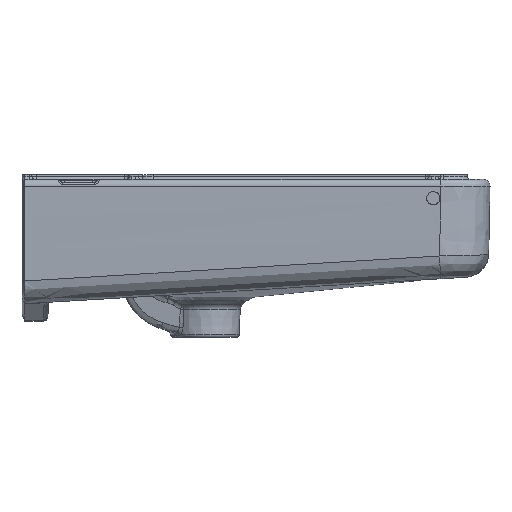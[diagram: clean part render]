
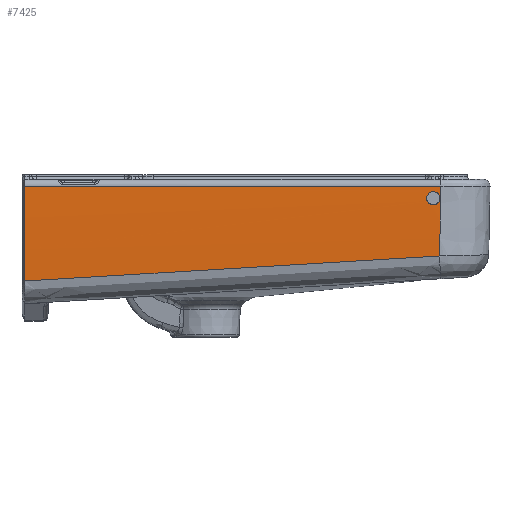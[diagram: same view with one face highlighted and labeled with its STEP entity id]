
A CAD part, front view. The second image highlights one B-rep face of the part: STEP entity #7425.
In plain terms, the highlighted cylindrical face has radius 3000 mm (diameter 6000 mm), a partial arc.
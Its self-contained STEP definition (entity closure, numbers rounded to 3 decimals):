
#3338=CARTESIAN_POINT('',(443.002,-259.999,-7.064));
#3339=VERTEX_POINT('',#3338);
#3421=CARTESIAN_POINT('',(3.,-259.999,-7.064));
#3422=VERTEX_POINT('',#3421);
#3430=CARTESIAN_POINT('',(443.002,-259.999,-7.064));
#3431=DIRECTION('',(-1.0,0.0,0.0));
#3432=VECTOR('',#3431,440.002);
#3433=LINE('',#3430,#3432);
#3434=EDGE_CURVE('',#3422,#3339,#3433,.F.);
#7300=CARTESIAN_POINT('',(441.438,-258.409,-81.036));
#7301=VERTEX_POINT('',#7300);
#7302=CARTESIAN_POINT('',(-2504.968,2739.97,20.448));
#7303=DIRECTION('',(-0.713,-0.701,0.));
#7304=DIRECTION('',(0.701,-0.713,0.));
#7305=AXIS2_PLACEMENT_3D('',#7302,#7303,#7304);
#7306=ELLIPSE('',#7305,4206.165,3000.048);
#7307=EDGE_CURVE('',#3339,#7301,#7306,.F.);
#7335=CARTESIAN_POINT('',(3.,-257.395,-107.522));
#7336=VERTEX_POINT('',#7335);
#7343=CARTESIAN_POINT('',(3.,2739.874,20.445));
#7344=DIRECTION('',(1.0,0.,0.));
#7345=DIRECTION('',(0.,1.0,0.));
#7346=AXIS2_PLACEMENT_3D('',#7343,#7344,#7345);
#7347=CIRCLE('',#7346,3000.0);
#7348=EDGE_CURVE('',#7336,#3422,#7347,.F.);
#7355=CARTESIAN_POINT('',(260.0,2739.874,20.445));
#7356=DIRECTION('',(-1.0,0.0,0.0));
#7357=DIRECTION('',(0.0,-0.999,-0.05));
#7358=AXIS2_PLACEMENT_3D('',#7355,#7356,#7357);
#7359=CYLINDRICAL_SURFACE('',#7358,3000.);
#7360=ORIENTED_EDGE('',*,*,#3434,.F.);
#7361=ORIENTED_EDGE('',*,*,#7348,.F.);
#7362=CARTESIAN_POINT('',(3.,-257.395,-107.522));
#7363=CARTESIAN_POINT('',(149.146,-257.772,-98.693));
#7364=CARTESIAN_POINT('',(295.292,-258.11,-89.864));
#7365=CARTESIAN_POINT('',(441.438,-258.409,-81.036));
#7366=B_SPLINE_CURVE_WITH_KNOTS('',3,(#7362,#7363,#7364,#7365),.UNSPECIFIED.,.F.,.U.,(4,4),(146.412,767.58),.UNSPECIFIED.);
#7367=EDGE_CURVE('',#7301,#7336,#7366,.F.);
#7368=ORIENTED_EDGE('',*,*,#7367,.F.);
#7369=ORIENTED_EDGE('',*,*,#7307,.F.);
#7370=EDGE_LOOP('',(#7360,#7361,#7368,#7369));
#7371=FACE_OUTER_BOUND('',#7370,.T.);
#7372=CARTESIAN_POINT('',(428.857,-259.896,-16.642));
#7373=VERTEX_POINT('',#7372);
#7374=CARTESIAN_POINT('',(441.143,-259.806,-23.354));
#7375=VERTEX_POINT('',#7374);
#7376=CARTESIAN_POINT('',(428.857,-259.896,-16.642));
#7377=CARTESIAN_POINT('',(429.183,-259.904,-16.045));
#7378=CARTESIAN_POINT('',(429.596,-259.91,-15.503));
#7379=CARTESIAN_POINT('',(430.672,-259.923,-14.427));
#7380=CARTESIAN_POINT('',(431.459,-259.929,-13.889));
#7381=CARTESIAN_POINT('',(433.184,-259.937,-13.174));
#7382=CARTESIAN_POINT('',(434.121,-259.939,-12.999));
#7383=CARTESIAN_POINT('',(435.879,-259.939,-12.999));
#7384=CARTESIAN_POINT('',(436.816,-259.937,-13.174));
#7385=CARTESIAN_POINT('',(438.541,-259.929,-13.889));
#7386=CARTESIAN_POINT('',(439.328,-259.923,-14.427));
#7387=CARTESIAN_POINT('',(440.571,-259.908,-15.67));
#7388=CARTESIAN_POINT('',(441.11,-259.899,-16.457));
#7389=CARTESIAN_POINT('',(441.824,-259.877,-18.182));
#7390=CARTESIAN_POINT('',(442.,-259.865,-19.119));
#7391=CARTESIAN_POINT('',(442.,-259.841,-20.877));
#7392=CARTESIAN_POINT('',(441.824,-259.828,-21.814));
#7393=CARTESIAN_POINT('',(441.371,-259.812,-22.908));
#7394=CARTESIAN_POINT('',(441.263,-259.809,-23.134));
#7395=CARTESIAN_POINT('',(441.143,-259.806,-23.354));
#7396=B_SPLINE_CURVE_WITH_KNOTS('',3,(#7376,#7377,#7378,#7379,#7380,#7381,#7382,#7383,#7384,#7385,#7386,#7387,#7388,#7389,#7390,#7391,#7392,#7393,#7394,#7395),.UNSPECIFIED.,.F.,.U.,(4,2,2,2,2,2,2,2,2,4),(-2.83,-2.637,-2.373,-2.109,-1.846,-1.582,-1.318,-1.055,-0.791,-0.72),.UNSPECIFIED.);
#7397=EDGE_CURVE('',#7373,#7375,#7396,.T.);
#7398=ORIENTED_EDGE('',*,*,#7397,.T.);
#7399=CARTESIAN_POINT('',(441.143,-259.806,-23.354));
#7400=CARTESIAN_POINT('',(440.817,-259.797,-23.951));
#7401=CARTESIAN_POINT('',(440.404,-259.789,-24.493));
#7402=CARTESIAN_POINT('',(439.328,-259.773,-25.569));
#7403=CARTESIAN_POINT('',(438.541,-259.764,-26.107));
#7404=CARTESIAN_POINT('',(436.816,-259.753,-26.822));
#7405=CARTESIAN_POINT('',(435.879,-259.75,-26.997));
#7406=CARTESIAN_POINT('',(435.0,-259.75,-26.997));
#7407=CARTESIAN_POINT('',(434.121,-259.75,-26.997));
#7408=CARTESIAN_POINT('',(433.184,-259.753,-26.822));
#7409=CARTESIAN_POINT('',(431.459,-259.764,-26.107));
#7410=CARTESIAN_POINT('',(430.672,-259.773,-25.569));
#7411=CARTESIAN_POINT('',(429.429,-259.792,-24.326));
#7412=CARTESIAN_POINT('',(428.89,-259.803,-23.539));
#7413=CARTESIAN_POINT('',(428.176,-259.828,-21.814));
#7414=CARTESIAN_POINT('',(428.,-259.841,-20.877));
#7415=CARTESIAN_POINT('',(428.,-259.865,-19.119));
#7416=CARTESIAN_POINT('',(428.176,-259.877,-18.182));
#7417=CARTESIAN_POINT('',(428.629,-259.891,-17.088));
#7418=CARTESIAN_POINT('',(428.737,-259.894,-16.861));
#7419=CARTESIAN_POINT('',(428.857,-259.896,-16.642));
#7420=B_SPLINE_CURVE_WITH_KNOTS('',3,(#7399,#7400,#7401,#7402,#7403,#7404,#7405,#7406,#7407,#7408,#7409,#7410,#7411,#7412,#7413,#7414,#7415,#7416,#7417,#7418,#7419),.UNSPECIFIED.,.F.,.U.,(4,2,2,3,2,2,2,2,2,4),(-0.72,-0.527,-0.264,0.0,0.264,0.527,0.791,1.055,1.318,1.389),.UNSPECIFIED.);
#7421=EDGE_CURVE('',#7375,#7373,#7420,.T.);
#7422=ORIENTED_EDGE('',*,*,#7421,.T.);
#7423=EDGE_LOOP('',(#7398,#7422));
#7424=FACE_BOUND('',#7423,.T.);
#7425=ADVANCED_FACE('',(#7371,#7424),#7359,.T.);
